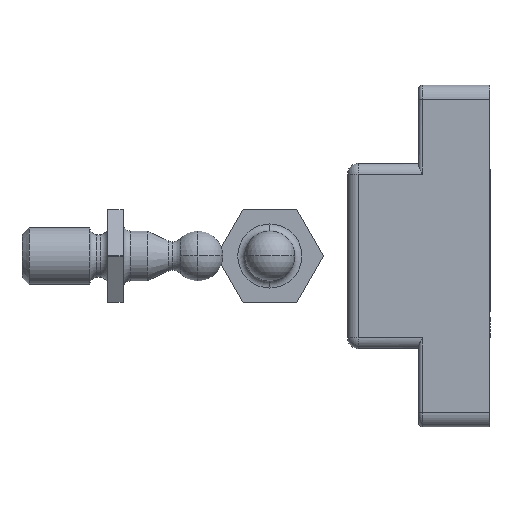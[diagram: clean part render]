
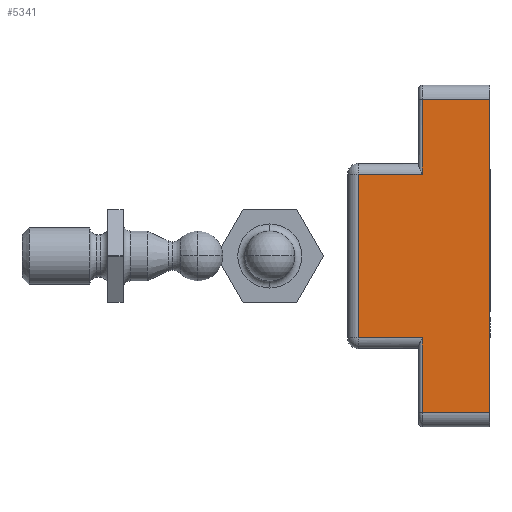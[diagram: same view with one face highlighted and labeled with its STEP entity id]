
A CAD part, left-side view. The second image highlights one B-rep face of the part: STEP entity #5341.
In plain terms, the highlighted planar face has unit normal (-1, 0, 0).
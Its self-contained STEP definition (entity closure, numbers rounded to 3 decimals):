
#252 = CARTESIAN_POINT ( 'NONE',  ( -28., 18.3, -12.5 ) ) ;
#330 = VECTOR ( 'NONE', #12378, 1000. ) ;
#339 = EDGE_CURVE ( 'NONE', #14298, #14408, #11882, .T. ) ;
#344 = CARTESIAN_POINT ( 'NONE',  ( -28., 9.3, -48. ) ) ;
#828 = FACE_OUTER_BOUND ( 'NONE', #4478, .T. ) ;
#873 = CARTESIAN_POINT ( 'NONE',  ( -28., 9.8, -35.5 ) ) ;
#918 = DIRECTION ( 'NONE',  ( 0., 1., 0. ) ) ;
#970 = CARTESIAN_POINT ( 'NONE',  ( -28., 9.8, -2. ) ) ;
#993 = CARTESIAN_POINT ( 'NONE',  ( -28., 9.3, -48. ) ) ;
#1304 = CARTESIAN_POINT ( 'NONE',  ( -28., 9.8, -48. ) ) ;
#1444 = AXIS2_PLACEMENT_3D ( 'NONE', #1304, #7565, #11312 ) ;
#1912 = VECTOR ( 'NONE', #6688, 1000. ) ;
#1914 = VECTOR ( 'NONE', #918, 1000. ) ;
#2020 = LINE ( 'NONE', #3087, #4756 ) ;
#2209 = VECTOR ( 'NONE', #4677, 1000. ) ;
#2241 = CARTESIAN_POINT ( 'NONE',  ( -28., 18.3, -35.5 ) ) ;
#2296 = EDGE_CURVE ( 'NONE', #11067, #10664, #2020, .T. ) ;
#2394 = CARTESIAN_POINT ( 'NONE',  ( -28., 9.3, -46. ) ) ;
#2703 = EDGE_CURVE ( 'NONE', #10664, #15757, #7941, .T. ) ;
#3087 = CARTESIAN_POINT ( 'NONE',  ( -28., 9.8, -46. ) ) ;
#3489 = EDGE_CURVE ( 'NONE', #4288, #14298, #14357, .T. ) ;
#3667 = CARTESIAN_POINT ( 'NONE',  ( -28., 18.3, -48. ) ) ;
#3897 = ORIENTED_EDGE ( 'NONE', *, *, #2296, .T. ) ;
#4288 = VERTEX_POINT ( 'NONE', #9277 ) ;
#4478 = EDGE_LOOP ( 'NONE', ( #15217, #7081, #3897, #8431, #15283, #7383, #4859, #7256 ) ) ;
#4677 = DIRECTION ( 'NONE',  ( 0., 0., -1. ) ) ;
#4756 = VECTOR ( 'NONE', #7954, 1000. ) ;
#4859 = ORIENTED_EDGE ( 'NONE', *, *, #339, .T. ) ;
#5148 = CARTESIAN_POINT ( 'NONE',  ( -28., -0.2, -46. ) ) ;
#5242 = PLANE ( 'NONE',  #1444 ) ;
#5341 = ADVANCED_FACE ( 'NONE', ( #828 ), #5242, .F. ) ;
#5595 = VERTEX_POINT ( 'NONE', #15379 ) ;
#5777 = CARTESIAN_POINT ( 'NONE',  ( -28., 9.3, -12.5 ) ) ;
#6432 = LINE ( 'NONE', #344, #14460 ) ;
#6612 = EDGE_CURVE ( 'NONE', #5595, #11067, #6432, .T. ) ;
#6688 = DIRECTION ( 'NONE',  ( 0., 1., 0. ) ) ;
#7081 = ORIENTED_EDGE ( 'NONE', *, *, #6612, .T. ) ;
#7256 = ORIENTED_EDGE ( 'NONE', *, *, #8897, .T. ) ;
#7383 = ORIENTED_EDGE ( 'NONE', *, *, #3489, .T. ) ;
#7565 = DIRECTION ( 'NONE',  ( 1., 0., 0. ) ) ;
#7578 = VECTOR ( 'NONE', #8993, 1000. ) ;
#7941 = LINE ( 'NONE', #12820, #7578 ) ;
#7954 = DIRECTION ( 'NONE',  ( 0., -1., 0. ) ) ;
#8168 = LINE ( 'NONE', #970, #1912 ) ;
#8260 = VECTOR ( 'NONE', #15537, 1000. ) ;
#8431 = ORIENTED_EDGE ( 'NONE', *, *, #2703, .T. ) ;
#8897 = EDGE_CURVE ( 'NONE', #14408, #10929, #14543, .T. ) ;
#8993 = DIRECTION ( 'NONE',  ( 0., 0., 1. ) ) ;
#9227 = CARTESIAN_POINT ( 'NONE',  ( -28., -0.2, -2. ) ) ;
#9277 = CARTESIAN_POINT ( 'NONE',  ( -28., 9.3, -2. ) ) ;
#10101 = DIRECTION ( 'NONE',  ( 0., 0., -1. ) ) ;
#10664 = VERTEX_POINT ( 'NONE', #5148 ) ;
#10789 = LINE ( 'NONE', #873, #8260 ) ;
#10846 = EDGE_CURVE ( 'NONE', #10929, #5595, #10789, .T. ) ;
#10929 = VERTEX_POINT ( 'NONE', #2241 ) ;
#11067 = VERTEX_POINT ( 'NONE', #2394 ) ;
#11312 = DIRECTION ( 'NONE',  ( 0., -1., 0. ) ) ;
#11882 = LINE ( 'NONE', #13169, #1914 ) ;
#12378 = DIRECTION ( 'NONE',  ( 0., 0., -1. ) ) ;
#12820 = CARTESIAN_POINT ( 'NONE',  ( -28., -0.2, 0. ) ) ;
#13169 = CARTESIAN_POINT ( 'NONE',  ( -28., 9.8, -12.5 ) ) ;
#14298 = VERTEX_POINT ( 'NONE', #5777 ) ;
#14307 = EDGE_CURVE ( 'NONE', #15757, #4288, #8168, .T. ) ;
#14357 = LINE ( 'NONE', #993, #2209 ) ;
#14408 = VERTEX_POINT ( 'NONE', #252 ) ;
#14460 = VECTOR ( 'NONE', #10101, 1000. ) ;
#14543 = LINE ( 'NONE', #3667, #330 ) ;
#15217 = ORIENTED_EDGE ( 'NONE', *, *, #10846, .T. ) ;
#15283 = ORIENTED_EDGE ( 'NONE', *, *, #14307, .T. ) ;
#15379 = CARTESIAN_POINT ( 'NONE',  ( -28., 9.3, -35.5 ) ) ;
#15537 = DIRECTION ( 'NONE',  ( 0., -1., 0. ) ) ;
#15757 = VERTEX_POINT ( 'NONE', #9227 ) ;
